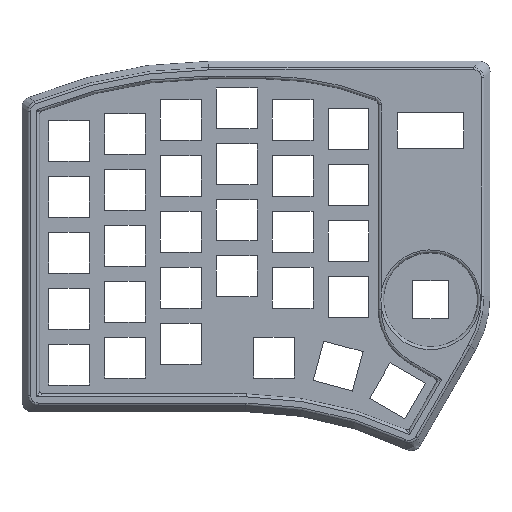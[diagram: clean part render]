
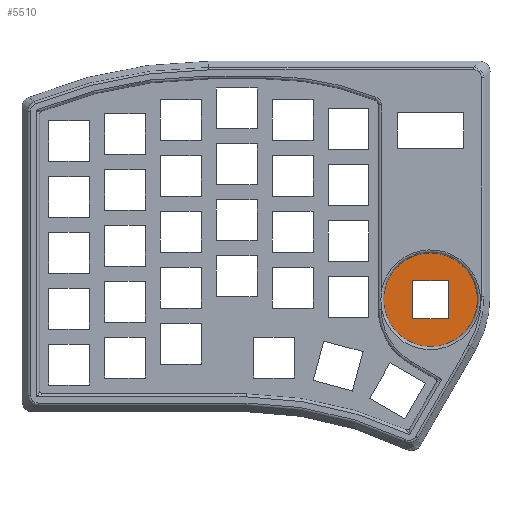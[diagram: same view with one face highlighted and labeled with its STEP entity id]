
A CAD part, top view. The second image highlights one B-rep face of the part: STEP entity #5510.
In plain terms, the highlighted face is planar.
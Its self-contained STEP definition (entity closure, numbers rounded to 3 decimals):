
#129=FACE_BOUND('',#606,.T.);
#217=CIRCLE('',#5819,16.);
#301=FACE_OUTER_BOUND('',#605,.T.);
#605=EDGE_LOOP('',(#3685));
#606=EDGE_LOOP('',(#3686,#3687,#3688,#3689));
#993=LINE('',#7678,#1672);
#997=LINE('',#7686,#1676);
#1000=LINE('',#7692,#1679);
#1003=LINE('',#7697,#1682);
#1672=VECTOR('',#6213,10.);
#1676=VECTOR('',#6219,10.);
#1679=VECTOR('',#6224,10.);
#1682=VECTOR('',#6229,10.);
#2351=VERTEX_POINT('',#7676);
#2352=VERTEX_POINT('',#7677);
#2355=VERTEX_POINT('',#7685);
#2357=VERTEX_POINT('',#7691);
#2359=VERTEX_POINT('',#7700);
#2871=EDGE_CURVE('',#2351,#2352,#993,.T.);
#2875=EDGE_CURVE('',#2352,#2355,#997,.T.);
#2878=EDGE_CURVE('',#2355,#2357,#1000,.T.);
#2881=EDGE_CURVE('',#2357,#2351,#1003,.T.);
#2883=EDGE_CURVE('',#2359,#2359,#217,.T.);
#3685=ORIENTED_EDGE('',*,*,#2883,.T.);
#3686=ORIENTED_EDGE('',*,*,#2878,.F.);
#3687=ORIENTED_EDGE('',*,*,#2875,.F.);
#3688=ORIENTED_EDGE('',*,*,#2871,.F.);
#3689=ORIENTED_EDGE('',*,*,#2881,.F.);
#5269=PLANE('',#5818);
#5510=ADVANCED_FACE('',(#301,#129),#5269,.F.);
#5818=AXIS2_PLACEMENT_3D('',#7699,#6231,#6232);
#5819=AXIS2_PLACEMENT_3D('',#7701,#6233,#6234);
#6213=DIRECTION('',(0.,-1.,0.));
#6219=DIRECTION('',(-1.,0.,0.));
#6224=DIRECTION('',(0.,1.,0.));
#6229=DIRECTION('',(1.,0.,0.));
#6231=DIRECTION('center_axis',(0.,0.,
1.));
#6232=DIRECTION('ref_axis',(-1.,0.,0.));
#6233=DIRECTION('center_axis',(0.,0.,
-1.));
#6234=DIRECTION('ref_axis',(-1.,0.,0.));
#7676=CARTESIAN_POINT('',(-141.366,-85.047,-13.091));
#7677=CARTESIAN_POINT('',(-141.366,-98.047,-13.091));
#7678=CARTESIAN_POINT('',(-141.366,-87.196,-13.091));
#7685=CARTESIAN_POINT('',(-153.366,-98.047,-13.091));
#7686=CARTESIAN_POINT('',(-120.634,-98.047,-13.091));
#7691=CARTESIAN_POINT('',(-153.366,-85.047,-13.091));
#7692=CARTESIAN_POINT('',(-153.366,-80.696,-13.091));
#7697=CARTESIAN_POINT('',(-114.634,-85.047,-13.091));
#7699=CARTESIAN_POINT('Origin',(-87.901,-76.345,-13.091));
#7700=CARTESIAN_POINT('',(-131.366,-91.547,-13.091));
#7701=CARTESIAN_POINT('Origin',(-147.366,-91.547,-13.091));
